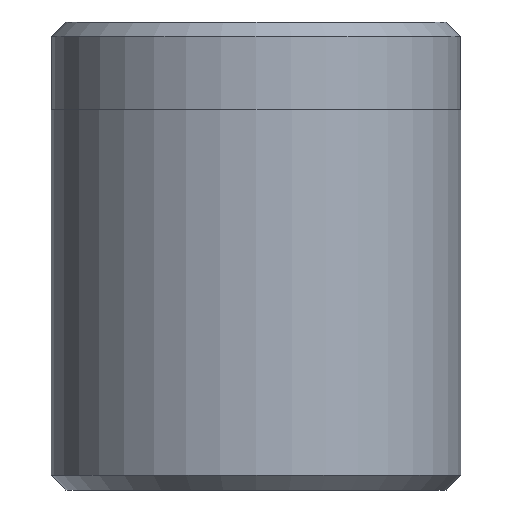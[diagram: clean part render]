
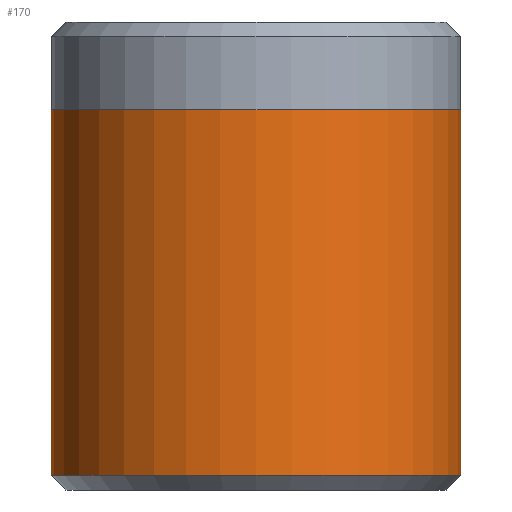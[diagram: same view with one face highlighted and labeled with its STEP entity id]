
A CAD part, front view. The second image highlights one B-rep face of the part: STEP entity #170.
In plain terms, the highlighted cylindrical face has radius 7 mm (diameter 14 mm), a partial arc.
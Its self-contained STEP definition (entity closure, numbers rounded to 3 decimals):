
#97 = AXIS2_PLACEMENT_3D ( 'NONE', #1476, #782, #787 ) ;
#103 = CIRCLE ( 'NONE', #529, 7. ) ;
#136 = DIRECTION ( 'NONE',  ( 1., 0., 0. ) ) ;
#167 = VECTOR ( 'NONE', #1181, 1000. ) ;
#170 = ADVANCED_FACE ( 'NONE', ( #437 ), #1222, .T. ) ;
#184 = DIRECTION ( 'NONE',  ( 0., 0., 1. ) ) ;
#239 = EDGE_CURVE ( 'NONE', #1059, #1473, #893, .T. ) ;
#257 = VECTOR ( 'NONE', #1504, 1000. ) ;
#289 = CARTESIAN_POINT ( 'NONE',  ( 7., 0., 13. ) ) ;
#399 = ORIENTED_EDGE ( 'NONE', *, *, #1335, .T. ) ;
#437 = FACE_OUTER_BOUND ( 'NONE', #1304, .T. ) ;
#442 = CARTESIAN_POINT ( 'NONE',  ( -7., 0., 16. ) ) ;
#464 = CARTESIAN_POINT ( 'NONE',  ( 7., 0., 16. ) ) ;
#485 = VERTEX_POINT ( 'NONE', #289 ) ;
#529 = AXIS2_PLACEMENT_3D ( 'NONE', #1720, #951, #136 ) ;
#576 = VERTEX_POINT ( 'NONE', #1163 ) ;
#621 = CIRCLE ( 'NONE', #1334, 7. ) ;
#633 = ORIENTED_EDGE ( 'NONE', *, *, #1332, .F. ) ;
#645 = EDGE_CURVE ( 'NONE', #1059, #485, #103, .T. ) ;
#782 = DIRECTION ( 'NONE',  ( 0., 0., -1. ) ) ;
#787 = DIRECTION ( 'NONE',  ( -1., 0., 0. ) ) ;
#833 = ORIENTED_EDGE ( 'NONE', *, *, #645, .F. ) ;
#893 = LINE ( 'NONE', #442, #167 ) ;
#951 = DIRECTION ( 'NONE',  ( 0., 0., 1. ) ) ;
#997 = CARTESIAN_POINT ( 'NONE',  ( 0., 0., 0.5 ) ) ;
#1013 = LINE ( 'NONE', #464, #257 ) ;
#1059 = VERTEX_POINT ( 'NONE', #1169 ) ;
#1126 = DIRECTION ( 'NONE',  ( 1., 0., 0. ) ) ;
#1162 = CARTESIAN_POINT ( 'NONE',  ( -7., 0., 0.5 ) ) ;
#1163 = CARTESIAN_POINT ( 'NONE',  ( 7., 0., 0.5 ) ) ;
#1169 = CARTESIAN_POINT ( 'NONE',  ( -7., 0., 13. ) ) ;
#1181 = DIRECTION ( 'NONE',  ( 0., 0., -1. ) ) ;
#1185 = ORIENTED_EDGE ( 'NONE', *, *, #239, .T. ) ;
#1222 = CYLINDRICAL_SURFACE ( 'NONE', #97, 7. ) ;
#1304 = EDGE_LOOP ( 'NONE', ( #633, #833, #1185, #399 ) ) ;
#1332 = EDGE_CURVE ( 'NONE', #485, #576, #1013, .T. ) ;
#1334 = AXIS2_PLACEMENT_3D ( 'NONE', #997, #184, #1126 ) ;
#1335 = EDGE_CURVE ( 'NONE', #1473, #576, #621, .T. ) ;
#1473 = VERTEX_POINT ( 'NONE', #1162 ) ;
#1476 = CARTESIAN_POINT ( 'NONE',  ( 0., 0., 16. ) ) ;
#1504 = DIRECTION ( 'NONE',  ( 0., 0., -1. ) ) ;
#1720 = CARTESIAN_POINT ( 'NONE',  ( 0., 0., 13. ) ) ;
